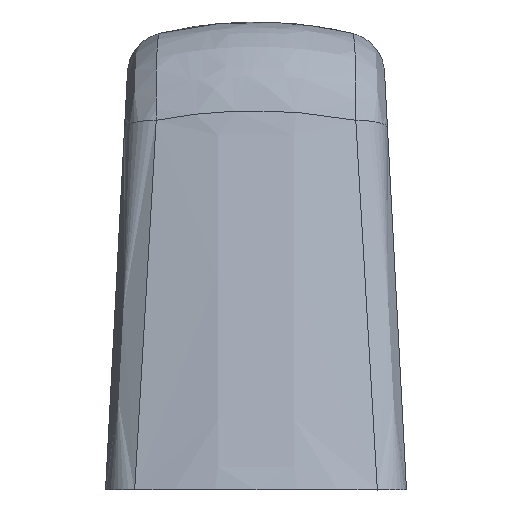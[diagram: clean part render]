
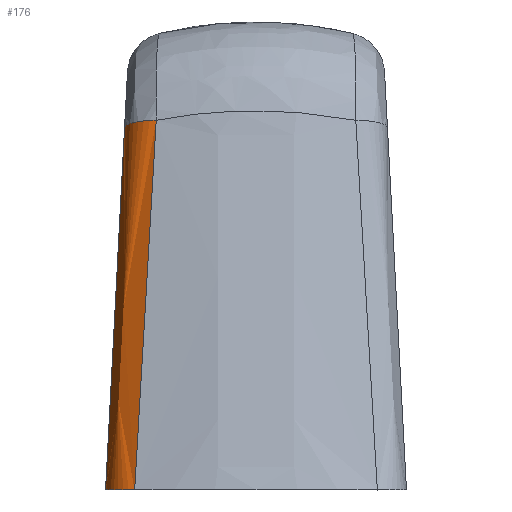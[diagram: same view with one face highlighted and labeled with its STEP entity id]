
A CAD part, left-side view. The second image highlights one B-rep face of the part: STEP entity #176.
In plain terms, the highlighted free-form (B-spline) face has degree [3, 2] with [8, 3] control points.
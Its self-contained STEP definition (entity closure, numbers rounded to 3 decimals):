
#176 = ADVANCED_FACE( '', ( #388 ), #389, .T. );
#388 = FACE_OUTER_BOUND( '', #2233, .T. );
#389 = ( BOUNDED_SURFACE(  )B_SPLINE_SURFACE( 3, 2, ( ( #2236, #2237, #2238 ), ( #2239, #2240, #2241 ), ( #2242, #2243, #2244 ), ( #2245, #2246, #2247 ), ( #2248, #2249, #2250 ), ( #2251, #2252, #2253 ), ( #2254, #2255, #2256 ), ( #2257, #2258, #2259 ) ), .UNSPECIFIED., .F., .F., .F. )B_SPLINE_SURFACE_WITH_KNOTS( ( 4, 2, 2, 4 ), ( 3, 3 ), ( 0., 0.023, 0.034, 0.046 ), ( 0., 1. ), .UNSPECIFIED. )GEOMETRIC_REPRESENTATION_ITEM(  )RATIONAL_B_SPLINE_SURFACE( ( ( 1., 0.791, 1. ), ( 1., 0.794, 1. ), ( 1., 0.797, 1. ), ( 1., 0.801, 1. ), ( 1., 0.802, 1. ), ( 1., 0.805, 1. ), ( 1., 0.806, 1. ), ( 1., 0.808, 1. ) ) )REPRESENTATION_ITEM( '' )SURFACE(  ) );
#2233 = EDGE_LOOP( '', ( #3585, #3586, #3587, #3588 ) );
#2236 = CARTESIAN_POINT( '', ( -62.759, 15.729, 43.33 ) );
#2237 = CARTESIAN_POINT( '', ( -66.519, 15.683, 44.214 ) );
#2238 = CARTESIAN_POINT( '', ( -67.468, 11.939, 44.242 ) );
#2239 = CARTESIAN_POINT( '', ( -64.508, 16.118, 35.917 ) );
#2240 = CARTESIAN_POINT( '', ( -68.227, 16.07, 36.818 ) );
#2241 = CARTESIAN_POINT( '', ( -69.206, 12.371, 36.827 ) );
#2242 = CARTESIAN_POINT( '', ( -66.252, 16.506, 28.504 ) );
#2243 = CARTESIAN_POINT( '', ( -69.936, 16.46, 29.394 ) );
#2244 = CARTESIAN_POINT( '', ( -70.939, 12.804, 29.411 ) );
#2245 = CARTESIAN_POINT( '', ( -68.858, 17.089, 17.381 ) );
#2246 = CARTESIAN_POINT( '', ( -72.496, 17.044, 18.237 ) );
#2247 = CARTESIAN_POINT( '', ( -73.528, 13.452, 18.284 ) );
#2248 = CARTESIAN_POINT( '', ( -69.726, 17.283, 13.673 ) );
#2249 = CARTESIAN_POINT( '', ( -73.347, 17.239, 14.524 ) );
#2250 = CARTESIAN_POINT( '', ( -74.389, 13.668, 14.574 ) );
#2251 = CARTESIAN_POINT( '', ( -71.458, 17.672, 6.257 ) );
#2252 = CARTESIAN_POINT( '', ( -75.045, 17.628, 7.098 ) );
#2253 = CARTESIAN_POINT( '', ( -76.109, 14.101, 7.155 ) );
#2254 = CARTESIAN_POINT( '', ( -72.323, 17.866, 2.548 ) );
#2255 = CARTESIAN_POINT( '', ( -75.893, 17.823, 3.385 ) );
#2256 = CARTESIAN_POINT( '', ( -76.968, 14.317, 3.445 ) );
#2257 = CARTESIAN_POINT( '', ( -73.186, 18.061, -1.16 ) );
#2258 = CARTESIAN_POINT( '', ( -76.741, 18.018, -0.335 ) );
#2259 = CARTESIAN_POINT( '', ( -77.825, 14.533, -0.266 ) );
#3585 = ORIENTED_EDGE( '', *, *, #4092, .F. );
#3586 = ORIENTED_EDGE( '', *, *, #4071, .F. );
#3587 = ORIENTED_EDGE( '', *, *, #4093, .F. );
#3588 = ORIENTED_EDGE( '', *, *, #4053, .F. );
#4053 = EDGE_CURVE( '', #4390, #4392, #4393, .T. );
#4071 = EDGE_CURVE( '', #4236, #4418, #4419, .T. );
#4092 = EDGE_CURVE( '', #4418, #4390, #4448, .T. );
#4093 = EDGE_CURVE( '', #4392, #4236, #4449, .T. );
#4236 = VERTEX_POINT( '', #4674 );
#4390 = VERTEX_POINT( '', #5423 );
#4392 = VERTEX_POINT( '', #5426 );
#4393 = B_SPLINE_CURVE_WITH_KNOTS( '', 3, ( #5427, #5428, #5429, #5430, #5431, #5432 ), .UNSPECIFIED., .F., .F., ( 4, 2, 4 ), ( 0., 0.022, 0.045 ), .UNSPECIFIED. );
#4418 = VERTEX_POINT( '', #5541 );
#4419 = B_SPLINE_CURVE_WITH_KNOTS( '', 3, ( #5542, #5543, #5544, #5545, #5546, #5547, #5548, #5549 ), .UNSPECIFIED., .F., .F., ( 4, 2, 2, 4 ), ( 0., 0.023, 0.034, 0.045 ), .UNSPECIFIED. );
#4448 = B_SPLINE_CURVE_WITH_KNOTS( '', 3, ( #5684, #5685, #5686, #5687, #5688, #5689, #5690, #5691, #5692, #5693, #5694, #5695, #5696, #5697, #5698, #5699, #5700, #5701, #5702, #5703, #5704, #5705, #5706, #5707, #5708, #5709, #5710, #5711, #5712, #5713, #5714, #5715, #5716, #5717, #5718, #5719, #5720, #5721, #5722 ), .UNSPECIFIED., .F., .F., ( 4, 1, 1, 1, 2, 2, 2, 1, 2, 1, 1, 2, 2, 2, 1, 2, 1, 1, 2, 2, 2, 1, 1, 1, 1, 4 ), ( 0., 0., 0.001, 0.001, 0.002, 0.002, 0.002, 0.002, 0.002, 0.002, 0.003, 0.003, 0.003, 0.003, 0.003, 0.004, 0.004, 0.004, 0.005, 0.005, 0.005, 0.005, 0.005, 0.006, 0.006, 0.006 ), .UNSPECIFIED. );
#4449 = CIRCLE( '', #5723, 5. );
#4674 = CARTESIAN_POINT( '', ( -67.468, 11.939, 44.242 ) );
#5423 = CARTESIAN_POINT( '', ( -72.916, 18., 0. ) );
#5426 = CARTESIAN_POINT( '', ( -62.759, 15.729, 43.33 ) );
#5427 = CARTESIAN_POINT( '', ( -72.916, 18., 0. ) );
#5428 = CARTESIAN_POINT( '', ( -71.234, 17.621, 7.224 ) );
#5429 = CARTESIAN_POINT( '', ( -69.546, 17.243, 14.447 ) );
#5430 = CARTESIAN_POINT( '', ( -66.161, 16.486, 28.89 ) );
#5431 = CARTESIAN_POINT( '', ( -64.462, 16.108, 36.111 ) );
#5432 = CARTESIAN_POINT( '', ( -62.759, 15.729, 43.33 ) );
#5541 = CARTESIAN_POINT( '', ( -77.763, 14.518, 0. ) );
#5542 = CARTESIAN_POINT( '', ( -67.468, 11.939, 44.242 ) );
#5543 = CARTESIAN_POINT( '', ( -69.196, 12.369, 36.871 ) );
#5544 = CARTESIAN_POINT( '', ( -70.918, 12.799, 29.499 ) );
#5545 = CARTESIAN_POINT( '', ( -73.492, 13.443, 18.439 ) );
#5546 = CARTESIAN_POINT( '', ( -74.348, 13.658, 14.751 ) );
#5547 = CARTESIAN_POINT( '', ( -76.058, 14.088, 7.376 ) );
#5548 = CARTESIAN_POINT( '', ( -76.911, 14.303, 3.688 ) );
#5549 = CARTESIAN_POINT( '', ( -77.763, 14.518, 0. ) );
#5684 = CARTESIAN_POINT( '', ( -77.763, 14.518, 0. ) );
#5685 = CARTESIAN_POINT( '', ( -77.723, 14.646, 0. ) );
#5686 = CARTESIAN_POINT( '', ( -77.632, 14.897, 0. ) );
#5687 = CARTESIAN_POINT( '', ( -77.467, 15.258, 0. ) );
#5688 = CARTESIAN_POINT( '', ( -77.273, 15.605, 0. ) );
#5689 = CARTESIAN_POINT( '', ( -77.125, 15.826, 0. ) );
#5690 = CARTESIAN_POINT( '', ( -77.036, 15.947, 0. ) );
#5691 = CARTESIAN_POINT( '', ( -77.026, 15.961, 0. ) );
#5692 = CARTESIAN_POINT( '', ( -77.006, 15.988, 0. ) );
#5693 = CARTESIAN_POINT( '', ( -76.995, 16.001, 0. ) );
#5694 = CARTESIAN_POINT( '', ( -76.965, 16.041, 0. ) );
#5695 = CARTESIAN_POINT( '', ( -76.903, 16.12, 0. ) );
#5696 = CARTESIAN_POINT( '', ( -76.839, 16.197, 0. ) );
#5697 = CARTESIAN_POINT( '', ( -76.709, 16.348, 0. ) );
#5698 = CARTESIAN_POINT( '', ( -76.527, 16.542, 0. ) );
#5699 = CARTESIAN_POINT( '', ( -76.234, 16.809, 0. ) );
#5700 = CARTESIAN_POINT( '', ( -76.023, 16.972, 0. ) );
#5701 = CARTESIAN_POINT( '', ( -75.887, 17.068, 0. ) );
#5702 = CARTESIAN_POINT( '', ( -75.86, 17.088, 0. ) );
#5703 = CARTESIAN_POINT( '', ( -75.818, 17.116, 0. ) );
#5704 = CARTESIAN_POINT( '', ( -75.804, 17.125, 0. ) );
#5705 = CARTESIAN_POINT( '', ( -75.776, 17.144, 0. ) );
#5706 = CARTESIAN_POINT( '', ( -75.706, 17.19, 0. ) );
#5707 = CARTESIAN_POINT( '', ( -75.636, 17.234, 0. ) );
#5708 = CARTESIAN_POINT( '', ( -75.464, 17.337, 0. ) );
#5709 = CARTESIAN_POINT( '', ( -75.231, 17.464, 0. ) );
#5710 = CARTESIAN_POINT( '', ( -74.869, 17.627, 0. ) );
#5711 = CARTESIAN_POINT( '', ( -74.619, 17.717, 0. ) );
#5712 = CARTESIAN_POINT( '', ( -74.429, 17.777, 0. ) );
#5713 = CARTESIAN_POINT( '', ( -74.364, 17.796, 0. ) );
#5714 = CARTESIAN_POINT( '', ( -74.284, 17.818, 0. ) );
#5715 = CARTESIAN_POINT( '', ( -74.267, 17.823, 0. ) );
#5716 = CARTESIAN_POINT( '', ( -74.235, 17.831, 0. ) );
#5717 = CARTESIAN_POINT( '', ( -74.186, 17.844, 0. ) );
#5718 = CARTESIAN_POINT( '', ( -74.008, 17.887, 0. ) );
#5719 = CARTESIAN_POINT( '', ( -73.713, 17.944, 0. ) );
#5720 = CARTESIAN_POINT( '', ( -73.317, 17.99, 0. ) );
#5721 = CARTESIAN_POINT( '', ( -73.05, 18., 0. ) );
#5722 = CARTESIAN_POINT( '', ( -72.916, 18., 0. ) );
#5723 = AXIS2_PLACEMENT_3D( '', #6237, #6238, #6239 );
#6237 = CARTESIAN_POINT( '', ( -62.759, 10.736, 43.068 ) );
#6238 = DIRECTION( '', ( 0.229, -0.051, 0.972 ) );
#6239 = DIRECTION( '', ( 0.973, 0., -0.23 ) );
